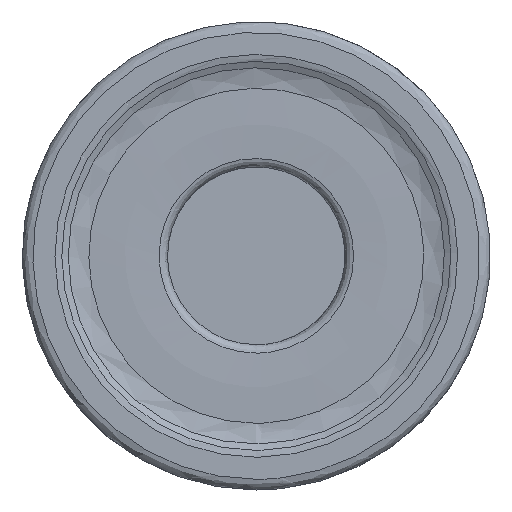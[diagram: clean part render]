
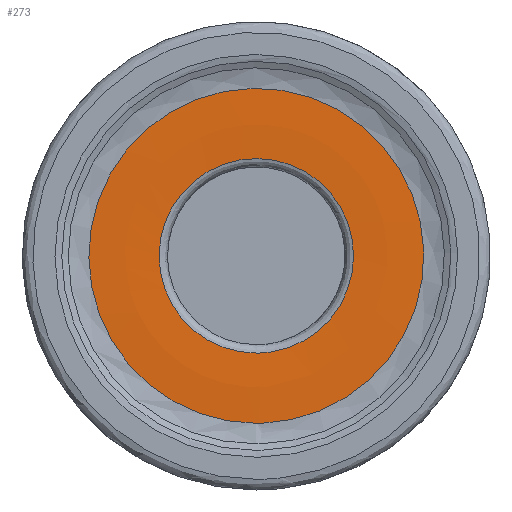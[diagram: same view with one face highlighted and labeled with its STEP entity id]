
A CAD part, left-side view. The second image highlights one B-rep face of the part: STEP entity #273.
In plain terms, the highlighted face is a revolution surface.
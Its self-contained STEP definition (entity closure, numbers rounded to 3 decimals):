
#28=SURFACE_OF_REVOLUTION('',#60,#44);
#44=AXIS1_PLACEMENT('',#897,#756);
#60=B_SPLINE_CURVE_WITH_KNOTS('',3,(#883,#884,#885,#886,#887,#888,#889,
#890,#891,#892,#893,#894,#895,#896),.UNSPECIFIED.,.F.,.F.,(4,2,2,2,2,2,
4),(0.,0.125,0.25,0.5,0.75,
0.875,1.),.UNSPECIFIED.);
#273=ADVANCED_FACE('',(#335,#336),#28,.F.);
#335=FACE_BOUND('',#405,.T.);
#336=FACE_BOUND('',#406,.T.);
#405=EDGE_LOOP('',(#475));
#406=EDGE_LOOP('',(#476));
#475=ORIENTED_EDGE('',*,*,#558,.T.);
#476=ORIENTED_EDGE('',*,*,#557,.F.);
#522=VERTEX_POINT('',#875);
#523=VERTEX_POINT('',#882);
#557=EDGE_CURVE('',#522,#522,#592,.T.);
#558=EDGE_CURVE('',#523,#523,#593,.T.);
#592=CIRCLE('',#648,10.748);
#593=CIRCLE('',#649,6.242);
#648=AXIS2_PLACEMENT_3D('',#874,#751,#752);
#649=AXIS2_PLACEMENT_3D('',#881,#754,#755);
#751=DIRECTION('',(1.,0.,0.));
#752=DIRECTION('',(0.,0.,-1.));
#754=DIRECTION('',(1.,0.,0.));
#755=DIRECTION('',(0.,0.,-1.));
#756=DIRECTION('',(1.,0.,0.));
#874=CARTESIAN_POINT('',(-180.928,27.274,79.739));
#875=CARTESIAN_POINT('',(-180.928,27.274,68.991));
#881=CARTESIAN_POINT('',(-180.899,27.274,79.739));
#882=CARTESIAN_POINT('',(-180.899,27.274,73.498));
#883=CARTESIAN_POINT('',(-180.928,16.541,80.327));
#884=CARTESIAN_POINT('',(-180.945,16.743,80.353));
#885=CARTESIAN_POINT('',(-180.964,16.946,80.378));
#886=CARTESIAN_POINT('',(-180.983,17.345,80.426));
#887=CARTESIAN_POINT('',(-180.986,17.541,80.449));
#888=CARTESIAN_POINT('',(-180.988,18.126,80.517));
#889=CARTESIAN_POINT('',(-180.982,18.511,80.561));
#890=CARTESIAN_POINT('',(-180.963,19.269,80.647));
#891=CARTESIAN_POINT('',(-180.951,19.646,80.69));
#892=CARTESIAN_POINT('',(-180.935,20.21,80.754));
#893=CARTESIAN_POINT('',(-180.934,20.402,80.776));
#894=CARTESIAN_POINT('',(-180.921,20.774,80.818));
#895=CARTESIAN_POINT('',(-180.907,20.949,80.837));
#896=CARTESIAN_POINT('',(-180.899,21.133,80.857));
#897=CARTESIAN_POINT('',(-165.998,27.274,79.739));
